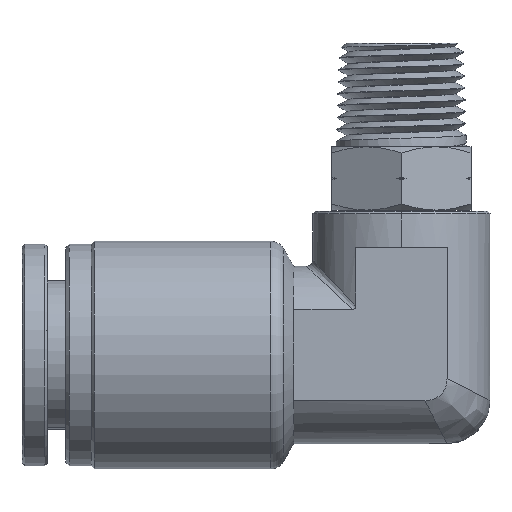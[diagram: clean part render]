
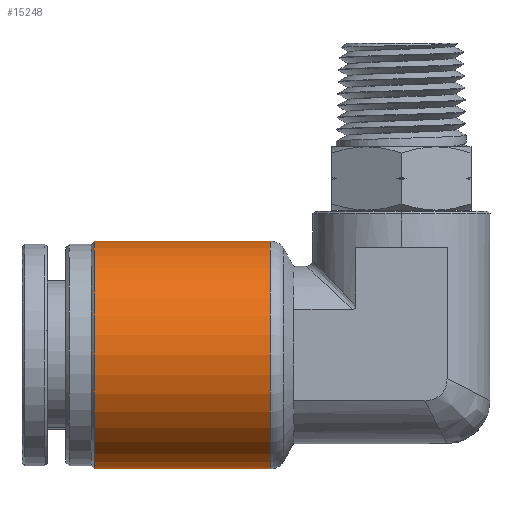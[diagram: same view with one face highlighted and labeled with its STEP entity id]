
A CAD part, left-side view. The second image highlights one B-rep face of the part: STEP entity #15248.
In plain terms, the highlighted cylindrical face has radius 9 mm (diameter 18 mm), a partial arc.
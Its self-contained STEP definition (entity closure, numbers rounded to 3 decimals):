
#1873 = EDGE_CURVE ( 'NONE', #2820, #5816, #29814, .T. ) ;
#2820 = VERTEX_POINT ( 'NONE', #28830 ) ;
#3341 = EDGE_LOOP ( 'NONE', ( #5558, #15489, #4798, #23217 ) ) ;
#4798 = ORIENTED_EDGE ( 'NONE', *, *, #28428, .T. ) ;
#5558 = ORIENTED_EDGE ( 'NONE', *, *, #13188, .F. ) ;
#5613 = DIRECTION ( 'NONE',  ( 0., 1., 0. ) ) ;
#5816 = VERTEX_POINT ( 'NONE', #10112 ) ;
#6990 = CIRCLE ( 'NONE', #24043, 9. ) ;
#7359 = DIRECTION ( 'NONE',  ( 0., -1., 0. ) ) ;
#7573 = AXIS2_PLACEMENT_3D ( 'NONE', #18435, #20776, #13913 ) ;
#8619 = VECTOR ( 'NONE', #16006, 1000. ) ;
#9035 = VERTEX_POINT ( 'NONE', #9109 ) ;
#9043 = LINE ( 'NONE', #9249, #20571 ) ;
#9109 = CARTESIAN_POINT ( 'NONE',  ( 0., -1.352, -9. ) ) ;
#9249 = CARTESIAN_POINT ( 'NONE',  ( 0., 12.8, 9. ) ) ;
#9799 = CARTESIAN_POINT ( 'NONE',  ( 0., -1.352, 9. ) ) ;
#10112 = CARTESIAN_POINT ( 'NONE',  ( 0., 12.55, -9. ) ) ;
#11549 = DIRECTION ( 'NONE',  ( 0., -1., 0. ) ) ;
#13188 = EDGE_CURVE ( 'NONE', #2820, #26655, #9043, .T. ) ;
#13913 = DIRECTION ( 'NONE',  ( 0., 0., -1. ) ) ;
#14875 = CYLINDRICAL_SURFACE ( 'NONE', #7573, 9. ) ;
#15028 = EDGE_CURVE ( 'NONE', #9035, #26655, #6990, .T. ) ;
#15248 = ADVANCED_FACE ( 'NONE', ( #23131 ), #14875, .T. ) ;
#15489 = ORIENTED_EDGE ( 'NONE', *, *, #1873, .T. ) ;
#16006 = DIRECTION ( 'NONE',  ( 0., -1., 0. ) ) ;
#18435 = CARTESIAN_POINT ( 'NONE',  ( 0., 12.8, 0. ) ) ;
#19393 = CARTESIAN_POINT ( 'NONE',  ( 0., -1.352, 0. ) ) ;
#20571 = VECTOR ( 'NONE', #11549, 1000. ) ;
#20776 = DIRECTION ( 'NONE',  ( 0., -1., 0. ) ) ;
#20890 = LINE ( 'NONE', #29779, #8619 ) ;
#21150 = CARTESIAN_POINT ( 'NONE',  ( 0., 12.55, 0. ) ) ;
#21704 = DIRECTION ( 'NONE',  ( 0., 0., -1. ) ) ;
#23131 = FACE_OUTER_BOUND ( 'NONE', #3341, .T. ) ;
#23217 = ORIENTED_EDGE ( 'NONE', *, *, #15028, .T. ) ;
#23433 = DIRECTION ( 'NONE',  ( 0., 0., 1. ) ) ;
#24043 = AXIS2_PLACEMENT_3D ( 'NONE', #19393, #5613, #21704 ) ;
#24465 = AXIS2_PLACEMENT_3D ( 'NONE', #21150, #7359, #23433 ) ;
#26655 = VERTEX_POINT ( 'NONE', #9799 ) ;
#28428 = EDGE_CURVE ( 'NONE', #5816, #9035, #20890, .T. ) ;
#28830 = CARTESIAN_POINT ( 'NONE',  ( 0., 12.55, 9. ) ) ;
#29779 = CARTESIAN_POINT ( 'NONE',  ( 0., 12.8, -9. ) ) ;
#29814 = CIRCLE ( 'NONE', #24465, 9. ) ;
